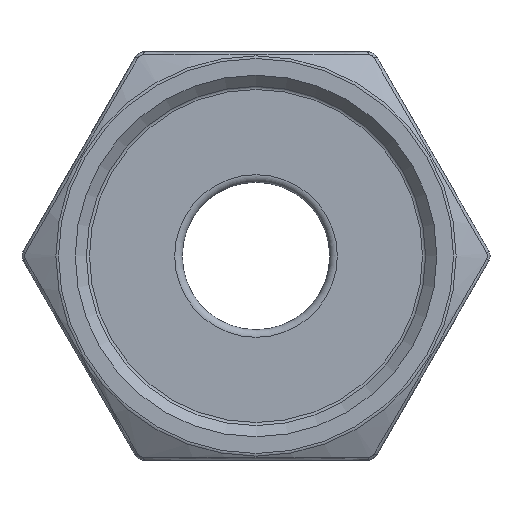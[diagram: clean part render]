
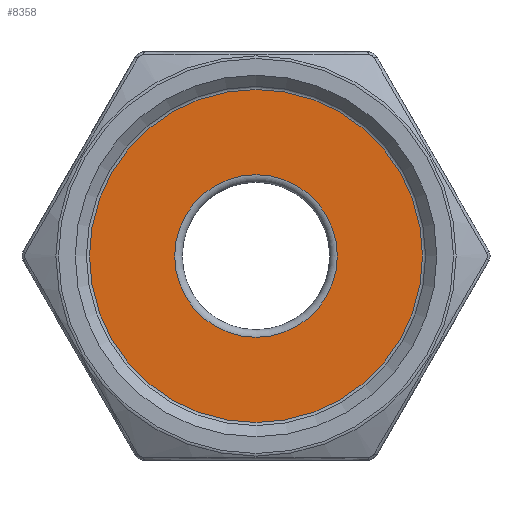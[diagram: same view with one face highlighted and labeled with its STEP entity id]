
A CAD part, left-side view. The second image highlights one B-rep face of the part: STEP entity #8358.
In plain terms, the highlighted planar face has unit normal (-1, 0, 0).
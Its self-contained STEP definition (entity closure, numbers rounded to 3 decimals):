
#1161 = CARTESIAN_POINT ( 'NONE',  ( 20.5, 0., -22.522 ) ) ;
#2440 = AXIS2_PLACEMENT_3D ( 'NONE', #1161, #8788, #13063 ) ;
#3091 = VERTEX_POINT ( 'NONE', #7138 ) ;
#3218 = CIRCLE ( 'NONE', #11075, 22.023 ) ;
#6077 = DIRECTION ( 'NONE',  ( 1., 0., 0. ) ) ;
#6337 = CIRCLE ( 'NONE', #6784, 10.75 ) ;
#6784 = AXIS2_PLACEMENT_3D ( 'NONE', #11989, #10745, #8720 ) ;
#7138 = CARTESIAN_POINT ( 'NONE',  ( 20.5, 0., -10.75 ) ) ;
#7273 = CARTESIAN_POINT ( 'NONE',  ( 20.5, 0., 0. ) ) ;
#7348 = CARTESIAN_POINT ( 'NONE',  ( 20.5, 0., 22.023 ) ) ;
#7546 = EDGE_LOOP ( 'NONE', ( #8206 ) ) ;
#7615 = FACE_BOUND ( 'NONE', #7546, .T. ) ;
#8190 = VERTEX_POINT ( 'NONE', #7348 ) ;
#8206 = ORIENTED_EDGE ( 'NONE', *, *, #11221, .T. ) ;
#8358 = ADVANCED_FACE ( 'NONE', ( #7615, #9918 ), #10952, .F. ) ;
#8660 = ORIENTED_EDGE ( 'NONE', *, *, #11738, .F. ) ;
#8720 = DIRECTION ( 'NONE',  ( 0., 0., -1. ) ) ;
#8788 = DIRECTION ( 'NONE',  ( 1., 0., 0. ) ) ;
#9918 = FACE_OUTER_BOUND ( 'NONE', #11321, .T. ) ;
#10745 = DIRECTION ( 'NONE',  ( 1., 0., 0. ) ) ;
#10952 = PLANE ( 'NONE',  #2440 ) ;
#11075 = AXIS2_PLACEMENT_3D ( 'NONE', #7273, #6077, #13431 ) ;
#11221 = EDGE_CURVE ( 'NONE', #3091, #3091, #6337, .T. ) ;
#11321 = EDGE_LOOP ( 'NONE', ( #8660 ) ) ;
#11738 = EDGE_CURVE ( 'NONE', #8190, #8190, #3218, .T. ) ;
#11989 = CARTESIAN_POINT ( 'NONE',  ( 20.5, 0., 0. ) ) ;
#13063 = DIRECTION ( 'NONE',  ( 0., 1., 0. ) ) ;
#13431 = DIRECTION ( 'NONE',  ( 0., 0., 1. ) ) ;
